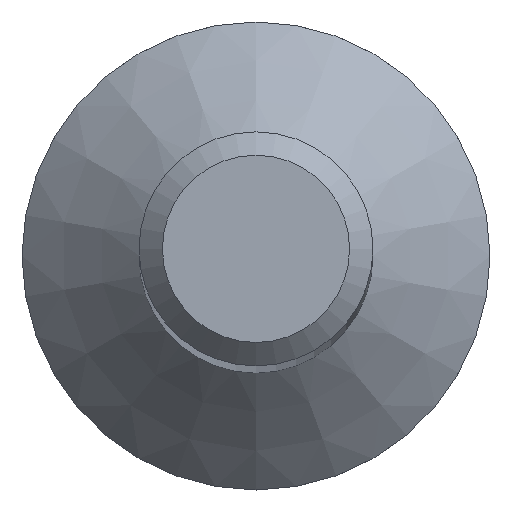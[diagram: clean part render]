
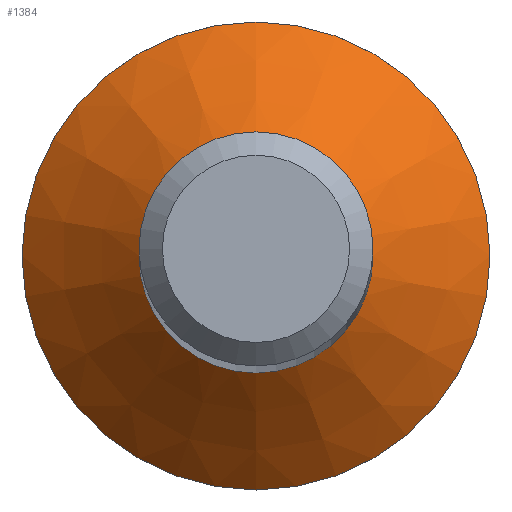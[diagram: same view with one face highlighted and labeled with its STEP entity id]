
A CAD part, top view. The second image highlights one B-rep face of the part: STEP entity #1384.
In plain terms, the highlighted conical face has half-angle 45 degrees and reference radius 8 mm.
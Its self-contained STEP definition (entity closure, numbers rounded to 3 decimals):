
#1082 = FACE_OUTER_BOUND ( 'NONE', #11287, .T. ) ;
#1384 = ADVANCED_FACE ( 'NONE', ( #1082, #10529 ), #11533, .T. ) ;
#1937 = EDGE_LOOP ( 'NONE', ( #9197 ) ) ;
#2724 = CARTESIAN_POINT ( 'NONE',  ( 0., 0., 0.4 ) ) ;
#3832 = CARTESIAN_POINT ( 'NONE',  ( 0., 4., 4.4 ) ) ;
#4928 = VERTEX_POINT ( 'NONE', #6293 ) ;
#5327 = DIRECTION ( 'NONE',  ( 0., 1., 0. ) ) ;
#5869 = DIRECTION ( 'NONE',  ( 0., 1., 0. ) ) ;
#6293 = CARTESIAN_POINT ( 'NONE',  ( 0., 8., 0.4 ) ) ;
#6401 = AXIS2_PLACEMENT_3D ( 'NONE', #8329, #13408, #5869 ) ;
#6577 = DIRECTION ( 'NONE',  ( 0., 0., -1. ) ) ;
#7340 = AXIS2_PLACEMENT_3D ( 'NONE', #13995, #15198, #5327 ) ;
#7345 = CIRCLE ( 'NONE', #14262, 8. ) ;
#8329 = CARTESIAN_POINT ( 'NONE',  ( 0., 0., 4.4 ) ) ;
#9197 = ORIENTED_EDGE ( 'NONE', *, *, #9200, .T. ) ;
#9200 = EDGE_CURVE ( 'NONE', #12801, #12801, #13596, .T. ) ;
#9341 = EDGE_CURVE ( 'NONE', #4928, #4928, #7345, .T. ) ;
#9971 = ORIENTED_EDGE ( 'NONE', *, *, #9341, .F. ) ;
#10529 = FACE_BOUND ( 'NONE', #1937, .T. ) ;
#11287 = EDGE_LOOP ( 'NONE', ( #9971 ) ) ;
#11533 = CONICAL_SURFACE ( 'NONE', #7340, 8., 0.785 ) ;
#11540 = DIRECTION ( 'NONE',  ( 0., 1., 0. ) ) ;
#12801 = VERTEX_POINT ( 'NONE', #3832 ) ;
#13408 = DIRECTION ( 'NONE',  ( 0., 0., -1. ) ) ;
#13596 = CIRCLE ( 'NONE', #6401, 4. ) ;
#13995 = CARTESIAN_POINT ( 'NONE',  ( 0., 0., 0.4 ) ) ;
#14262 = AXIS2_PLACEMENT_3D ( 'NONE', #2724, #6577, #11540 ) ;
#15198 = DIRECTION ( 'NONE',  ( 0., 0., -1. ) ) ;
